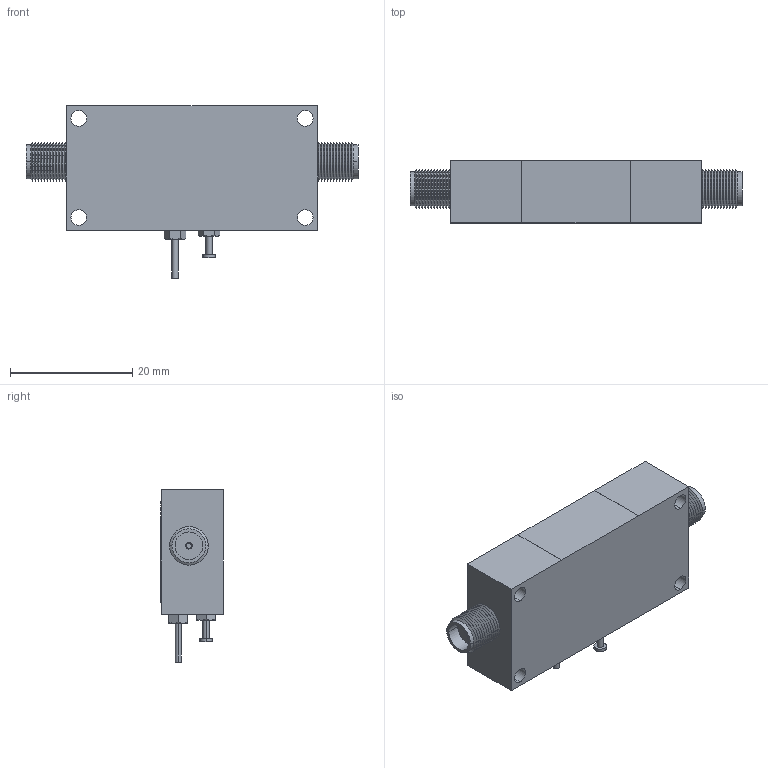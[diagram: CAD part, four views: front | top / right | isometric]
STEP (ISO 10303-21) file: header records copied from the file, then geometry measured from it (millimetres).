
FILE_DESCRIPTION (( 'STEP AP203' ), '1' );
FILE_NAME ('FMAM5104_3D.STEP', '2021-05-27T12:38:36', ( '' ), ( '' ), 'SwSTEP 2.0', 'SolidWorks 2020', '' );
FILE_SCHEMA (( 'CONFIG_CONTROL_DESIGN' ));
Length unit declared in the file: inch
Products named in the file (3): SMA_Female_end; PE15A5101-MA1_PP15A1012; FMAM5104_3D
Assembly tree (3 placements, depth 2):
  FMAM5104_3D
    PE15A5101-MA1_PP15A1012
    SMA_Female_end  x2
Bounding box: 54.36 x 10.19 x 28.21 mm (x, y, z)
Volume: 8620.3 mm3; surface area: 3897.7 mm2
Topology: 4 solids, 4 shells, 571 faces, 1425 edges, 914 vertices
Faces by surface type: plane 349, cone 110, bspline 72, cylinder 40
Entity records: 19262 total; most frequent: CARTESIAN_POINT 7038, ORIENTED_EDGE 2598, DIRECTION 2137, EDGE_CURVE 1299, VECTOR 1007, LINE 1007, VERTEX_POINT 846, AXIS2_PLACEMENT_3D 565
